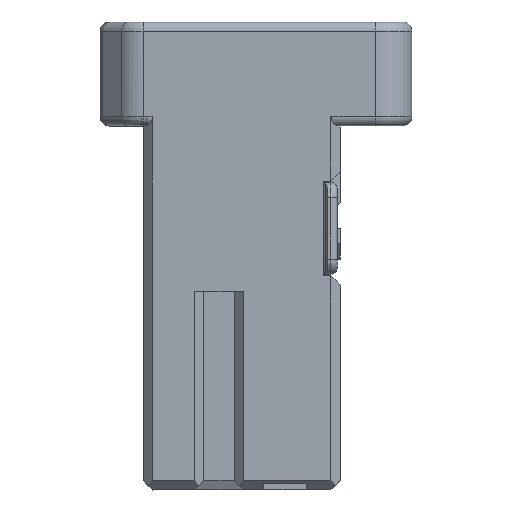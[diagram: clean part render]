
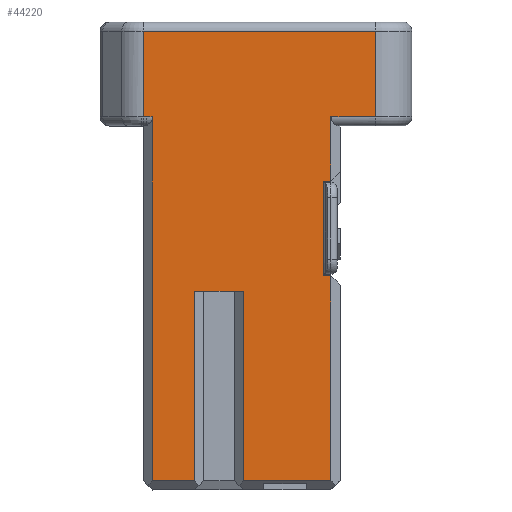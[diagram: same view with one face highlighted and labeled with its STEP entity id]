
A CAD part, left-side view. The second image highlights one B-rep face of the part: STEP entity #44220.
In plain terms, the highlighted planar face has unit normal (-1, 0, 0).
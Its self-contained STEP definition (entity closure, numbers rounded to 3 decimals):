
#8070=CARTESIAN_POINT('',(-335.731,6.466,
3.5));
#8080=VERTEX_POINT('',#8070);
#8450=CARTESIAN_POINT('',(-335.731,6.466,
6.3));
#8460=VERTEX_POINT('',#8450);
#8490=CARTESIAN_POINT('',(-335.731,6.466,
3.5));
#8500=DIRECTION('',(0.,0.,1.));
#8510=VECTOR('',#8500,1.);
#8520=LINE('',#8490,#8510);
#8530=EDGE_CURVE('',#8080,#8460,#8520,.T.);
#41920=CARTESIAN_POINT('',(-335.731,6.17,
3.5));
#41930=VERTEX_POINT('',#41920);
#41980=CARTESIAN_POINT('',(-335.731,6.17,
-8.4));
#41990=DIRECTION('',(0.,0.,1.));
#42000=VECTOR('',#41990,1.);
#42010=LINE('',#41980,#42000);
#42020=CARTESIAN_POINT('',(-335.731,6.17,
-8.4));
#42030=VERTEX_POINT('',#42020);
#42040=EDGE_CURVE('',#42030,#41930,#42010,.T.);
#42560=CARTESIAN_POINT('',(-335.731,6.359,
3.5));
#42570=DIRECTION('',(0.,1.,0.));
#42580=VECTOR('',#42570,1.);
#42590=LINE('',#42560,#42580);
#42600=CARTESIAN_POINT('',(-335.731,6.359,
3.5));
#42610=VERTEX_POINT('',#42600);
#42620=EDGE_CURVE('',#42610,#8080,#42590,.T.);
#42980=CARTESIAN_POINT('',(-335.731,6.17,
3.5));
#42990=DIRECTION('',(0.,1.,0.));
#43000=VECTOR('',#42990,1.);
#43010=LINE('',#42980,#43000);
#43020=EDGE_CURVE('',#41930,#42610,#43010,.T.);
#43090=CARTESIAN_POINT('',(-335.731,3.49,
-8.7));
#43100=DIRECTION('',(1.,0.,0.));
#43110=DIRECTION('',(0.,1.,0.));
#43120=AXIS2_PLACEMENT_3D('',#43090,#43100,#43110);
#43130=PLANE('',#43120);
#43140=ORIENTED_EDGE('',*,*,#8530,.F.);
#43150=CARTESIAN_POINT('',(-335.731,6.466,
6.3));
#43160=DIRECTION('',(0.,-1.,0.));
#43170=VECTOR('',#43160,1.);
#43180=LINE('',#43150,#43170);
#43190=CARTESIAN_POINT('',(-335.731,-1.12,
6.3));
#43200=VERTEX_POINT('',#43190);
#43210=EDGE_CURVE('',#8460,#43200,#43180,.T.);
#43220=ORIENTED_EDGE('',*,*,#43210,.F.);
#43230=CARTESIAN_POINT('',(-335.731,-1.12,
6.3));
#43240=DIRECTION('',(0.,0.,-1.));
#43250=VECTOR('',#43240,1.);
#43260=LINE('',#43230,#43250);
#43270=CARTESIAN_POINT('',(-335.731,-1.12,
3.5));
#43280=VERTEX_POINT('',#43270);
#43290=EDGE_CURVE('',#43200,#43280,#43260,.T.);
#43300=ORIENTED_EDGE('',*,*,#43290,.F.);
#43310=CARTESIAN_POINT('',(-335.731,-1.12,
3.5));
#43320=DIRECTION('',(0.,1.,0.));
#43330=VECTOR('',#43320,1.);
#43340=LINE('',#43310,#43330);
#43350=CARTESIAN_POINT('',(-335.731,0.33,
3.5));
#43360=VERTEX_POINT('',#43350);
#43370=EDGE_CURVE('',#43280,#43360,#43340,.T.);
#43380=ORIENTED_EDGE('',*,*,#43370,.F.);
#43390=CARTESIAN_POINT('',(-335.731,0.33,
3.5));
#43400=DIRECTION('',(0.,0.,-1.));
#43410=VECTOR('',#43400,1.);
#43420=LINE('',#43390,#43410);
#43430=CARTESIAN_POINT('',(-335.731,0.33,
1.4));
#43440=VERTEX_POINT('',#43430);
#43450=EDGE_CURVE('',#43360,#43440,#43420,.T.);
#43460=ORIENTED_EDGE('',*,*,#43450,.F.);
#43470=CARTESIAN_POINT('',(-335.731,0.58,
1.4));
#43480=DIRECTION('',(0.,-1.,0.));
#43490=VECTOR('',#43480,1.);
#43500=LINE('',#43470,#43490);
#43510=CARTESIAN_POINT('',(-335.731,0.58,
1.4));
#43520=VERTEX_POINT('',#43510);
#43530=EDGE_CURVE('',#43520,#43440,#43500,.T.);
#43540=ORIENTED_EDGE('',*,*,#43530,.T.);
#43550=CARTESIAN_POINT('',(-335.731,0.58,
-1.7));
#43560=DIRECTION('',(0.,0.,1.));
#43570=VECTOR('',#43560,1.);
#43580=LINE('',#43550,#43570);
#43590=CARTESIAN_POINT('',(-335.731,0.58,
-1.7));
#43600=VERTEX_POINT('',#43590);
#43610=EDGE_CURVE('',#43600,#43520,#43580,.T.);
#43620=ORIENTED_EDGE('',*,*,#43610,.T.);
#43630=CARTESIAN_POINT('',(-335.731,0.33,
-1.7));
#43640=DIRECTION('',(0.,1.,0.));
#43650=VECTOR('',#43640,1.);
#43660=LINE('',#43630,#43650);
#43670=CARTESIAN_POINT('',(-335.731,0.33,
-1.7));
#43680=VERTEX_POINT('',#43670);
#43690=EDGE_CURVE('',#43680,#43600,#43660,.T.);
#43700=ORIENTED_EDGE('',*,*,#43690,.T.);
#43710=CARTESIAN_POINT('',(-335.731,0.33,
-8.4));
#43720=DIRECTION('',(0.,0.,1.));
#43730=VECTOR('',#43720,1.);
#43740=LINE('',#43710,#43730);
#43750=CARTESIAN_POINT('',(-335.731,0.33,
-8.4));
#43760=VERTEX_POINT('',#43750);
#43770=EDGE_CURVE('',#43760,#43680,#43740,.T.);
#43780=ORIENTED_EDGE('',*,*,#43770,.T.);
#43790=CARTESIAN_POINT('',(-335.731,0.33,
-8.4));
#43800=DIRECTION('',(0.,1.,0.));
#43810=VECTOR('',#43800,1.);
#43820=LINE('',#43790,#43810);
#43830=CARTESIAN_POINT('',(-335.731,3.19,
-8.4));
#43840=VERTEX_POINT('',#43830);
#43850=EDGE_CURVE('',#43760,#43840,#43820,.T.);
#43860=ORIENTED_EDGE('',*,*,#43850,.F.);
#43870=CARTESIAN_POINT('',(-335.731,3.19,
-8.4));
#43880=DIRECTION('',(0.,0.,1.));
#43890=VECTOR('',#43880,1.);
#43900=LINE('',#43870,#43890);
#43910=CARTESIAN_POINT('',(-335.731,3.19,
-2.2));
#43920=VERTEX_POINT('',#43910);
#43930=EDGE_CURVE('',#43840,#43920,#43900,.T.);
#43940=ORIENTED_EDGE('',*,*,#43930,.F.);
#43950=CARTESIAN_POINT('',(-335.731,4.79,
-2.2));
#43960=DIRECTION('',(0.,-1.,0.));
#43970=VECTOR('',#43960,1.);
#43980=LINE('',#43950,#43970);
#43990=CARTESIAN_POINT('',(-335.731,4.79,
-2.2));
#44000=VERTEX_POINT('',#43990);
#44010=EDGE_CURVE('',#44000,#43920,#43980,.T.);
#44020=ORIENTED_EDGE('',*,*,#44010,.T.);
#44030=CARTESIAN_POINT('',(-335.731,4.79,
-8.4));
#44040=DIRECTION('',(0.,0.,1.));
#44050=VECTOR('',#44040,1.);
#44060=LINE('',#44030,#44050);
#44070=CARTESIAN_POINT('',(-335.731,4.79,
-8.4));
#44080=VERTEX_POINT('',#44070);
#44090=EDGE_CURVE('',#44080,#44000,#44060,.T.);
#44100=ORIENTED_EDGE('',*,*,#44090,.T.);
#44110=CARTESIAN_POINT('',(-335.731,4.79,
-8.4));
#44120=DIRECTION('',(0.,1.,0.));
#44130=VECTOR('',#44120,1.);
#44140=LINE('',#44110,#44130);
#44150=EDGE_CURVE('',#44080,#42030,#44140,.T.);
#44160=ORIENTED_EDGE('',*,*,#44150,.F.);
#44170=ORIENTED_EDGE('',*,*,#42040,.F.);
#44180=ORIENTED_EDGE('',*,*,#43020,.F.);
#44190=ORIENTED_EDGE('',*,*,#42620,.F.);
#44200=EDGE_LOOP('',(#44190,#44180,#44170,#44160,#44100,#44020,#43940,
#43860,#43780,#43700,#43620,#43540,#43460,#43380,#43300,#43220,#43140));
#44210=FACE_OUTER_BOUND('',#44200,.T.);
#44220=ADVANCED_FACE('',(#44210),#43130,.F.);
